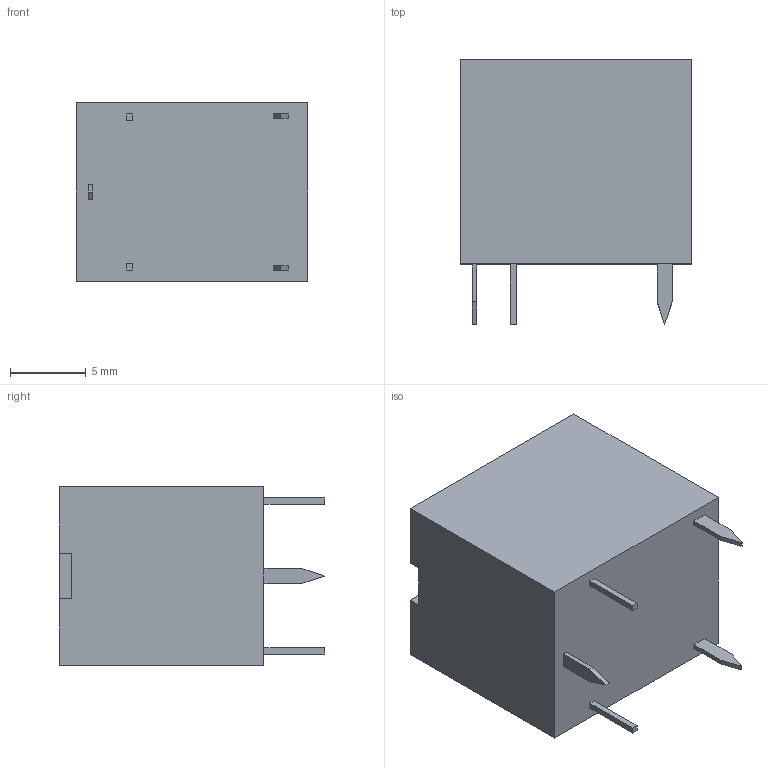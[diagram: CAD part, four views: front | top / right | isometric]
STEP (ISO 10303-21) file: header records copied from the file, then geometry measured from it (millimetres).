
FILE_DESCRIPTION (( 'STEP AP214' ), '1' );
FILE_NAME ('CMA51H-S_DC12V-C_20A.STEP', '2020-05-06T12:04:56', ( '' ), ( '' ), 'SwSTEP 2.0', 'SolidWorks 2018', '' );
FILE_SCHEMA (( 'AUTOMOTIVE_DESIGN' ));
Length unit declared in the file: millimetre
Products named in the file (1): CMA51H-S_DC12V-C_20A
Bounding box: 15.3 x 17.5 x 11.8 mm (x, y, z)
Volume: 2438.5 mm3; surface area: 1134.2 mm2
Topology: 1 solids, 1 shells, 41 faces, 99 edges, 66 vertices
Faces by surface type: plane 39, torus 2
Entity records: 1345 total; most frequent: CARTESIAN_POINT 207, ORIENTED_EDGE 198, DIRECTION 189, EDGE_CURVE 99, LINE 93, VECTOR 93, VERTEX_POINT 66, AXIS2_PLACEMENT_3D 48
